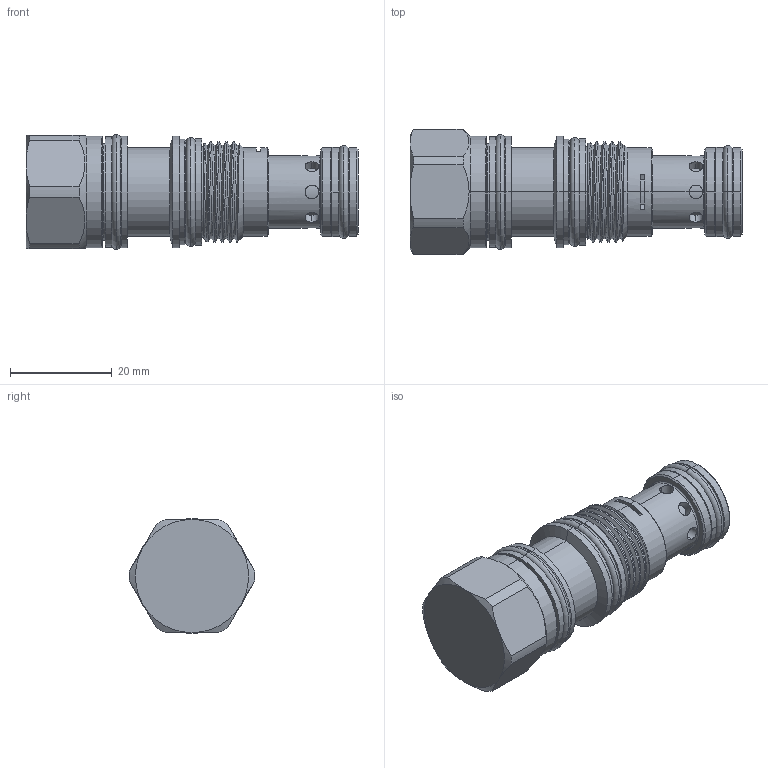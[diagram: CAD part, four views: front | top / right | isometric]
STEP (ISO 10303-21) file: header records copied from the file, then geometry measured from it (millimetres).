
FILE_DESCRIPTION (( 'STEP AP203' ), '1' );
FILE_NAME ('CC11A3T35N.STEP', '2022-06-17T00:25:01', ( '' ), ( '' ), 'SwSTEP 2.0', 'SolidWorks 2018', '' );
FILE_SCHEMA (( 'CONFIG_CONTROL_DESIGN' ));
Length unit declared in the file: millimetre
Products named in the file (1): CC11A3T35N
Bounding box: 65.12 x 24.59 x 22.56 mm (x, y, z)
Volume: 18707.3 mm3; surface area: 7579 mm2
Topology: 6 solids, 6 shells, 170 faces, 378 edges, 235 vertices
Faces by surface type: cylinder 88, cone 28, plane 27, torus 24, bspline 3
Entity records: 6665 total; most frequent: CARTESIAN_POINT 2886, DIRECTION 786, ORIENTED_EDGE 756, EDGE_CURVE 378, AXIS2_PLACEMENT_3D 339, VERTEX_POINT 235, EDGE_LOOP 195, CIRCLE 171
